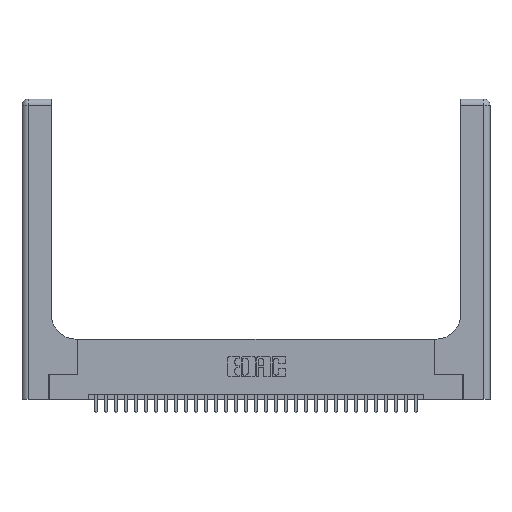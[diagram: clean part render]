
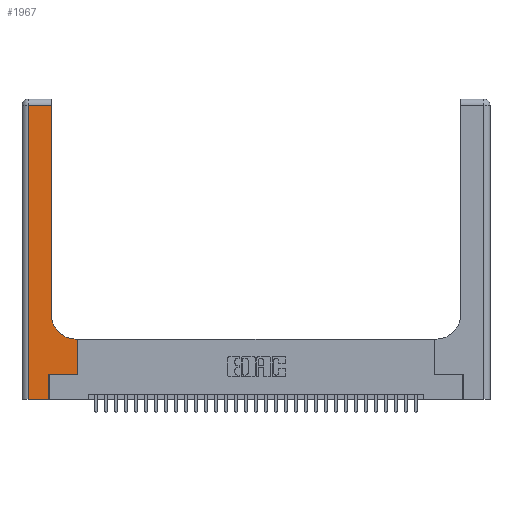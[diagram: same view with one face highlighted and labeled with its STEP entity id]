
A CAD part, top view. The second image highlights one B-rep face of the part: STEP entity #1967.
In plain terms, the highlighted planar face has unit normal (0, 0, 1).
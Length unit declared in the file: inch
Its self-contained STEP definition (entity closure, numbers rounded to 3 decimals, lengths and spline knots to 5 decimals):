
#137 = VECTOR ( 'NONE', #16763, 39.37008 ) ;
#230 = EDGE_CURVE ( 'NONE', #14635, #1496, #6863, .T. ) ;
#307 = CARTESIAN_POINT ( 'NONE',  ( 0.5415, 0.6, 0.37 ) ) ;
#514 = CARTESIAN_POINT ( 'NONE',  ( 0.5415, 0.85, 0.37 ) ) ;
#808 = CARTESIAN_POINT ( 'NONE',  ( 0.06, 2.94, 0.37 ) ) ;
#1100 = LINE ( 'NONE', #27784, #26122 ) ;
#1133 = LINE ( 'NONE', #23821, #14498 ) ;
#1254 = DIRECTION ( 'NONE',  ( 0., 0., -1. ) ) ;
#1496 = VERTEX_POINT ( 'NONE', #21446 ) ;
#1967 = ADVANCED_FACE ( 'NONE', ( #6020 ), #16306, .F. ) ;
#2991 = CARTESIAN_POINT ( 'NONE',  ( 0.2915, 0.6, 0.37 ) ) ;
#3051 = DIRECTION ( 'NONE',  ( 1., 0., 0. ) ) ;
#3578 = LINE ( 'NONE', #14402, #22753 ) ;
#3969 = ORIENTED_EDGE ( 'NONE', *, *, #11813, .T. ) ;
#4064 = DIRECTION ( 'NONE',  ( 0., 1., 0. ) ) ;
#4622 = VERTEX_POINT ( 'NONE', #31471 ) ;
#4832 = LINE ( 'NONE', #16564, #17358 ) ;
#5665 = EDGE_CURVE ( 'NONE', #1496, #8467, #6495, .T. ) ;
#6020 = FACE_OUTER_BOUND ( 'NONE', #24828, .T. ) ;
#6364 = DIRECTION ( 'NONE',  ( 0., 1., 0. ) ) ;
#6495 = LINE ( 'NONE', #12763, #32182 ) ;
#6863 = LINE ( 'NONE', #15797, #137 ) ;
#6868 = ORIENTED_EDGE ( 'NONE', *, *, #14191, .T. ) ;
#7757 = AXIS2_PLACEMENT_3D ( 'NONE', #514, #18063, #3051 ) ;
#8467 = VERTEX_POINT ( 'NONE', #19647 ) ;
#10270 = ORIENTED_EDGE ( 'NONE', *, *, #21027, .T. ) ;
#10731 = ORIENTED_EDGE ( 'NONE', *, *, #5665, .T. ) ;
#10846 = EDGE_CURVE ( 'NONE', #17601, #14635, #3578, .T. ) ;
#11813 = EDGE_CURVE ( 'NONE', #4622, #24445, #28524, .T. ) ;
#12742 = ORIENTED_EDGE ( 'NONE', *, *, #16629, .T. ) ;
#12763 = CARTESIAN_POINT ( 'NONE',  ( 0.269, 0.25, 0.37 ) ) ;
#13007 = CARTESIAN_POINT ( 'NONE',  ( 0.2915, 0.85, 0.37 ) ) ;
#13542 = EDGE_CURVE ( 'NONE', #24445, #17601, #1100, .T. ) ;
#13887 = CARTESIAN_POINT ( 'NONE',  ( 0.06, 0., 0.37 ) ) ;
#14191 = EDGE_CURVE ( 'NONE', #27053, #15439, #20657, .T. ) ;
#14402 = CARTESIAN_POINT ( 'NONE',  ( 0., 0., 0.37 ) ) ;
#14498 = VECTOR ( 'NONE', #6364, 39.37008 ) ;
#14635 = VERTEX_POINT ( 'NONE', #17716 ) ;
#14831 = AXIS2_PLACEMENT_3D ( 'NONE', #28681, #1254, #18801 ) ;
#14864 = VERTEX_POINT ( 'NONE', #23577 ) ;
#15405 = DIRECTION ( 'NONE',  ( 0., -1., 0. ) ) ;
#15439 = VERTEX_POINT ( 'NONE', #13007 ) ;
#15476 = EDGE_CURVE ( 'NONE', #14864, #27053, #18624, .T. ) ;
#15797 = CARTESIAN_POINT ( 'NONE',  ( 0.269, 0., 0.37 ) ) ;
#16178 = ORIENTED_EDGE ( 'NONE', *, *, #230, .T. ) ;
#16306 = PLANE ( 'NONE',  #14831 ) ;
#16549 = ORIENTED_EDGE ( 'NONE', *, *, #10846, .T. ) ;
#16564 = CARTESIAN_POINT ( 'NONE',  ( 0.5585, 0.25, 0.37 ) ) ;
#16629 = EDGE_CURVE ( 'NONE', #8467, #14864, #4832, .T. ) ;
#16763 = DIRECTION ( 'NONE',  ( 0., 1., 0. ) ) ;
#16904 = DIRECTION ( 'NONE',  ( 1., 0., 0. ) ) ;
#17358 = VECTOR ( 'NONE', #4064, 39.37008 ) ;
#17601 = VERTEX_POINT ( 'NONE', #13887 ) ;
#17716 = CARTESIAN_POINT ( 'NONE',  ( 0.269, 0., 0.37 ) ) ;
#18026 = CARTESIAN_POINT ( 'NONE',  ( 0., 2.94, 0.37 ) ) ;
#18063 = DIRECTION ( 'NONE',  ( 0., 0., -1. ) ) ;
#18624 = LINE ( 'NONE', #2991, #26003 ) ;
#18801 = DIRECTION ( 'NONE',  ( -1., 0., 0. ) ) ;
#19647 = CARTESIAN_POINT ( 'NONE',  ( 0.5585, 0.25, 0.37 ) ) ;
#20657 = CIRCLE ( 'NONE', #7757, 0.25 ) ;
#21027 = EDGE_CURVE ( 'NONE', #15439, #4622, #1133, .T. ) ;
#21446 = CARTESIAN_POINT ( 'NONE',  ( 0.269, 0.25, 0.37 ) ) ;
#21916 = VECTOR ( 'NONE', #25528, 39.37008 ) ;
#22753 = VECTOR ( 'NONE', #16904, 39.37008 ) ;
#22755 = ORIENTED_EDGE ( 'NONE', *, *, #13542, .T. ) ;
#23577 = CARTESIAN_POINT ( 'NONE',  ( 0.5585, 0.6, 0.37 ) ) ;
#23821 = CARTESIAN_POINT ( 'NONE',  ( 0.2915, 3., 0.37 ) ) ;
#24445 = VERTEX_POINT ( 'NONE', #808 ) ;
#24828 = EDGE_LOOP ( 'NONE', ( #10270, #3969, #22755, #16549, #16178, #10731, #12742, #25954, #6868 ) ) ;
#25528 = DIRECTION ( 'NONE',  ( -1., 0., 0. ) ) ;
#25954 = ORIENTED_EDGE ( 'NONE', *, *, #15476, .T. ) ;
#26003 = VECTOR ( 'NONE', #28003, 39.37008 ) ;
#26122 = VECTOR ( 'NONE', #15405, 39.37008 ) ;
#27053 = VERTEX_POINT ( 'NONE', #307 ) ;
#27649 = DIRECTION ( 'NONE',  ( 1., 0., 0. ) ) ;
#27784 = CARTESIAN_POINT ( 'NONE',  ( 0.06, 3., 0.37 ) ) ;
#28003 = DIRECTION ( 'NONE',  ( -1., 0., 0. ) ) ;
#28524 = LINE ( 'NONE', #18026, #21916 ) ;
#28681 = CARTESIAN_POINT ( 'NONE',  ( 0., 3., 0.37 ) ) ;
#31471 = CARTESIAN_POINT ( 'NONE',  ( 0.2915, 2.94, 0.37 ) ) ;
#32182 = VECTOR ( 'NONE', #27649, 39.37008 ) ;
